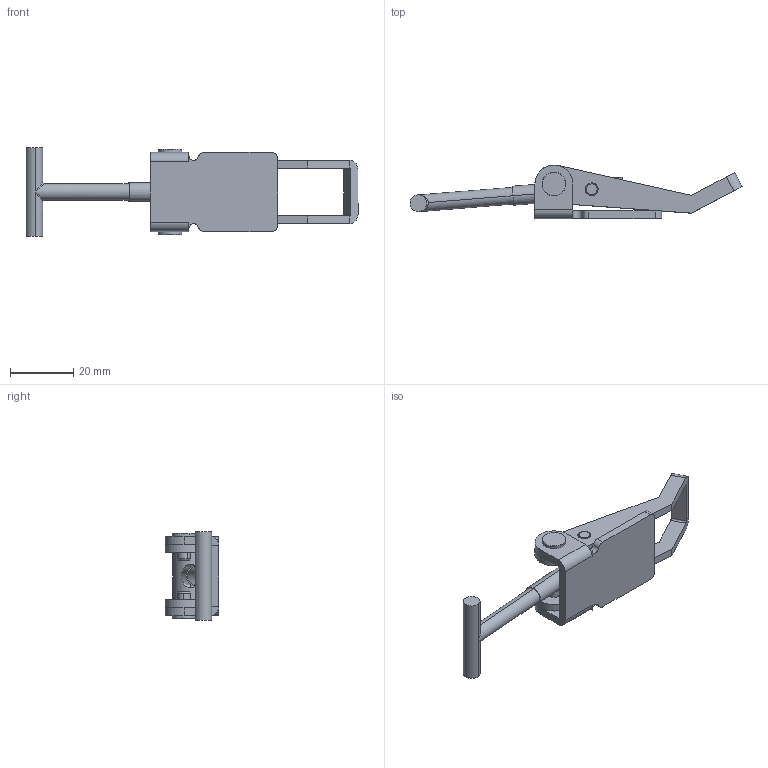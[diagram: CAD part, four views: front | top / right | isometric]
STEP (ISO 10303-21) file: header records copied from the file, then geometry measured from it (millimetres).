
FILE_DESCRIPTION (( 'STEP AP214' ), '1' );
FILE_NAME ('520303 - 702 T SA.STEP', '2017-02-01T10:13:55', ( '' ), ( '' ), 'SwSTEP 2.0', 'SolidWorks 2015', '' );
FILE_SCHEMA (( 'AUTOMOTIVE_DESIGN' ));
Length unit declared in the file: millimetre
Products named in the file (6): 702 - T-skruv M6; 702 - Ansatsnit; 702 - Rulle; 702 - Bygel; 702 - Platta SA; 520303 - 702 T SA
Assembly tree (6 placements, depth 2):
  520303 - 702 T SA
    702 - Platta SA
    702 - Bygel
    702 - Rulle
    702 - Ansatsnit  x2
    702 - T-skruv M6
Bounding box: 104.81 x 17 x 28 mm (x, y, z)
Volume: 9315.1 mm3; surface area: 8894.3 mm2
Topology: 6 solids, 6 shells, 132 faces, 289 edges, 172 vertices
Faces by surface type: cylinder 58, plane 56, cone 12, torus 4, bspline 2
Entity records: 3769 total; most frequent: CARTESIAN_POINT 832, DIRECTION 609, ORIENTED_EDGE 518, EDGE_CURVE 259, AXIS2_PLACEMENT_3D 235, VERTEX_POINT 156, VECTOR 139, LINE 139
